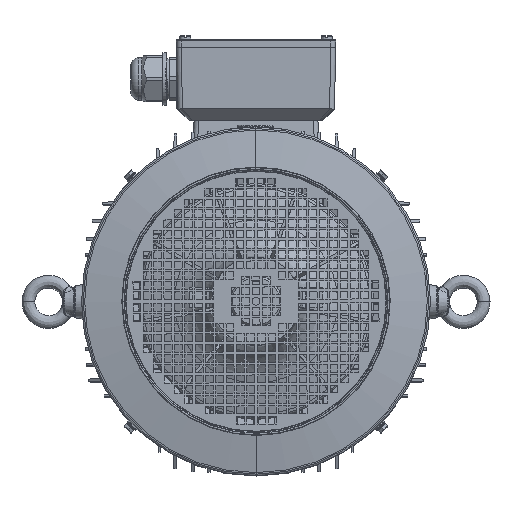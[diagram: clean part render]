
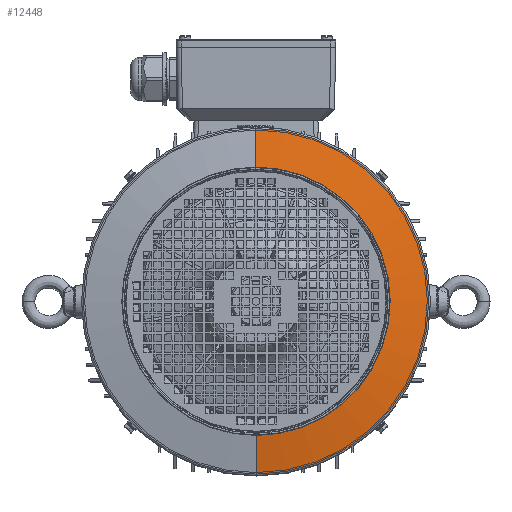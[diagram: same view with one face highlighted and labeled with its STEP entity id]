
A CAD part, top view. The second image highlights one B-rep face of the part: STEP entity #12448.
In plain terms, the highlighted conical face has half-angle 80 degrees and reference radius 136.574 mm.
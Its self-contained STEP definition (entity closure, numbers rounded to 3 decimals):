
#9143=CONICAL_SURFACE('',#99836,136.574,80.);
#12448=ADVANCED_FACE('',(#18198),#9143,.T.);
#18198=FACE_OUTER_BOUND('',#23954,.T.);
#23954=EDGE_LOOP('',(#57779,#57780,#57781,#57782));
#29334=LINE('',#176098,#37197);
#29335=LINE('',#176102,#37198);
#37197=VECTOR('',#116251,1.);
#37198=VECTOR('',#116254,1.);
#57779=ORIENTED_EDGE('',*,*,#85337,.F.);
#57780=ORIENTED_EDGE('',*,*,#85338,.F.);
#57781=ORIENTED_EDGE('',*,*,#85339,.T.);
#57782=ORIENTED_EDGE('',*,*,#85340,.T.);
#73955=VERTEX_POINT('',#176096);
#73956=VERTEX_POINT('',#176097);
#73957=VERTEX_POINT('',#176099);
#73958=VERTEX_POINT('',#176101);
#85337=EDGE_CURVE('',#73955,#73956,#93797,.T.);
#85338=EDGE_CURVE('',#73957,#73955,#29334,.T.);
#85339=EDGE_CURVE('',#73957,#73958,#93798,.T.);
#85340=EDGE_CURVE('',#73958,#73956,#29335,.T.);
#93797=CIRCLE('',#99834,136.574);
#93798=CIRCLE('',#99835,175.847);
#99834=AXIS2_PLACEMENT_3D('',#176095,#116249,#116250);
#99835=AXIS2_PLACEMENT_3D('',#176100,#116252,#116253);
#99836=AXIS2_PLACEMENT_3D('',#176103,#116255,#116256);
#116249=DIRECTION('',(0.,0.,1.));
#116250=DIRECTION('',(0.003,-1.,0.));
#116251=DIRECTION('',(-0.003,0.985,0.174));
#116252=DIRECTION('',(0.,0.,1.));
#116253=DIRECTION('',(0.003,-1.,0.));
#116254=DIRECTION('',(0.003,-0.985,0.174));
#116255=DIRECTION('',(0.,0.,-1.));
#116256=DIRECTION('',(0.003,-1.,0.));
#176095=CARTESIAN_POINT('',(59.478,-8.346,334.277));
#176096=CARTESIAN_POINT('',(59.922,-144.919,334.277));
#176097=CARTESIAN_POINT('',(59.034,128.227,334.277));
#176098=CARTESIAN_POINT('',(59.922,-144.919,334.277));
#176099=CARTESIAN_POINT('',(60.05,-184.193,327.352));
#176100=CARTESIAN_POINT('',(59.478,-8.346,327.352));
#176101=CARTESIAN_POINT('',(58.907,167.5,327.352));
#176102=CARTESIAN_POINT('',(59.034,128.227,334.277));
#176103=CARTESIAN_POINT('',(59.478,-8.346,334.277));
